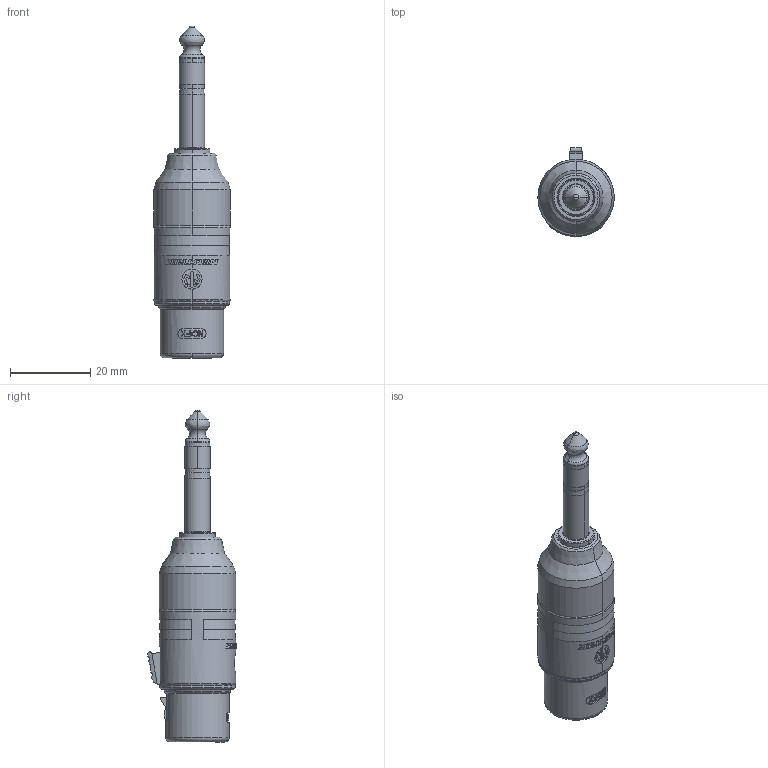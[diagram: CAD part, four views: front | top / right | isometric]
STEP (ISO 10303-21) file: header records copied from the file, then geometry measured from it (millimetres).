
FILE_DESCRIPTION((''),'2;1');
FILE_NAME('NA3FP','2019-05-02T',('odo'),(''),'CREO PARAMETRIC BY PTC INC, 2018360','CREO PARAMETRIC BY PTC INC, 2018360','');
FILE_SCHEMA(('CONFIG_CONTROL_DESIGN'));
Length unit declared in the file: millimetre
Products named in the file (1): NA3FP
Bounding box: 19 x 22.13 x 82.69 mm (x, y, z)
Volume: 13219.9 mm3; surface area: 4310.6 mm2
Topology: 1 solids, 3 shells, 706 faces, 1902 edges, 1245 vertices
Faces by surface type: plane 536, cylinder 100, torus 33, cone 20, bspline 8, sphere 5, extrusion 4
Entity records: 22471 total; most frequent: CARTESIAN_POINT 4894, ORIENTED_EDGE 3798, DIRECTION 3411, EDGE_CURVE 1899, VECTOR 1275, LINE 1271, VERTEX_POINT 1245, AXIS2_PLACEMENT_3D 1068
